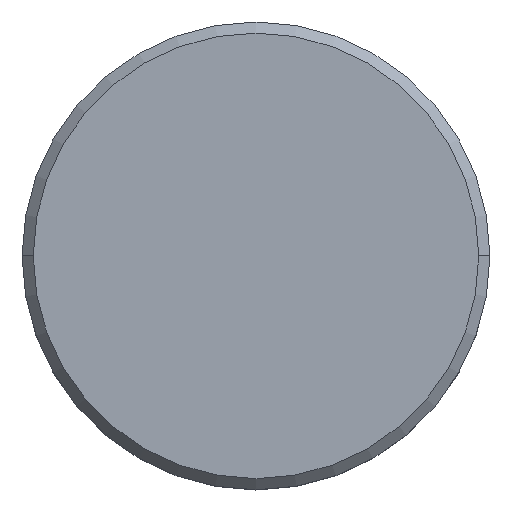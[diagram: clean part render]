
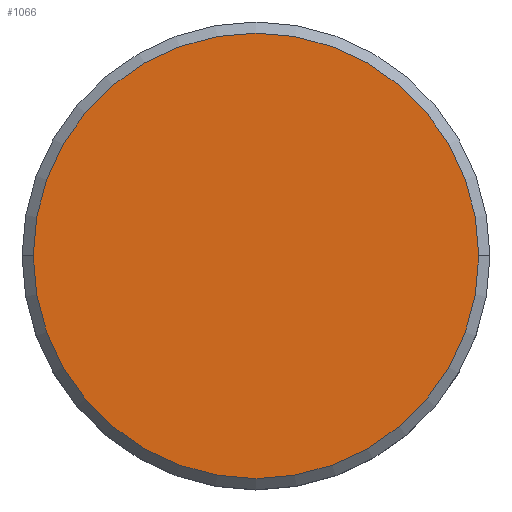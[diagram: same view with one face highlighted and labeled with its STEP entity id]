
A CAD part, top view. The second image highlights one B-rep face of the part: STEP entity #1066.
In plain terms, the highlighted planar face has unit normal (0, 0, 1).
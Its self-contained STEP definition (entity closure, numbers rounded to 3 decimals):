
#58 = CARTESIAN_POINT ( 'NONE',  ( 0., 0., 0. ) ) ;
#69 = CARTESIAN_POINT ( 'NONE',  ( 0., 0., 0. ) ) ;
#135 = ORIENTED_EDGE ( 'NONE', *, *, #259, .T. ) ;
#259 = EDGE_CURVE ( 'NONE', #442, #685, #524, .T. ) ;
#309 = CARTESIAN_POINT ( 'NONE',  ( 0., 0., 0. ) ) ;
#313 = DIRECTION ( 'NONE',  ( 0., 0., 1. ) ) ;
#343 = PLANE ( 'NONE',  #422 ) ;
#346 = CARTESIAN_POINT ( 'NONE',  ( -10., 0., 0. ) ) ;
#355 = DIRECTION ( 'NONE',  ( 1., 0., 0. ) ) ;
#422 = AXIS2_PLACEMENT_3D ( 'NONE', #58, #530, #355 ) ;
#442 = VERTEX_POINT ( 'NONE', #346 ) ;
#499 = DIRECTION ( 'NONE',  ( 1., 0., 0. ) ) ;
#524 = CIRCLE ( 'NONE', #816, 10. ) ;
#530 = DIRECTION ( 'NONE',  ( 0., 0., 1. ) ) ;
#546 = AXIS2_PLACEMENT_3D ( 'NONE', #309, #313, #499 ) ;
#605 = DIRECTION ( 'NONE',  ( 0., 0., 1. ) ) ;
#685 = VERTEX_POINT ( 'NONE', #823 ) ;
#787 = DIRECTION ( 'NONE',  ( 1., 0., 0. ) ) ;
#816 = AXIS2_PLACEMENT_3D ( 'NONE', #69, #605, #787 ) ;
#823 = CARTESIAN_POINT ( 'NONE',  ( 10., 0., 0. ) ) ;
#907 = EDGE_LOOP ( 'NONE', ( #135, #1126 ) ) ;
#920 = EDGE_CURVE ( 'NONE', #685, #442, #1033, .T. ) ;
#968 = FACE_OUTER_BOUND ( 'NONE', #907, .T. ) ;
#1033 = CIRCLE ( 'NONE', #546, 10. ) ;
#1066 = ADVANCED_FACE ( 'NONE', ( #968 ), #343, .T. ) ;
#1126 = ORIENTED_EDGE ( 'NONE', *, *, #920, .T. ) ;
